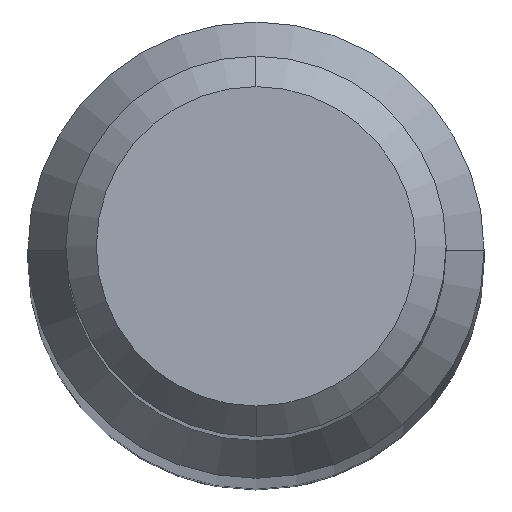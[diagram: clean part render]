
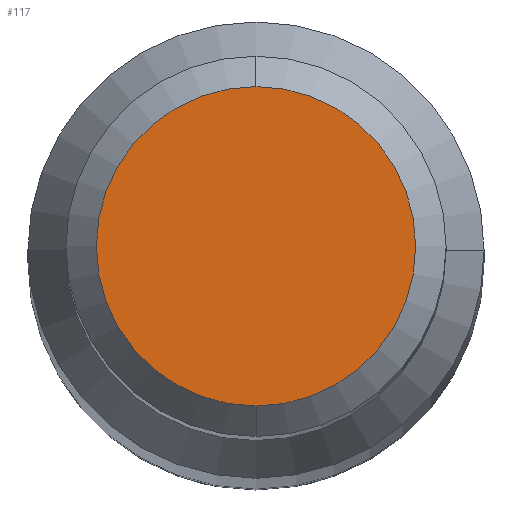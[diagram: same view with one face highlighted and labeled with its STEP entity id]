
A CAD part, top view. The second image highlights one B-rep face of the part: STEP entity #117.
In plain terms, the highlighted planar face has unit normal (0, 0, 1).
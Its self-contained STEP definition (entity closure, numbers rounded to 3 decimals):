
#117=ADVANCED_FACE('',(#267),#268,.T.);
#133=EDGE_CURVE('',#189,#211,#286,.T.);
#141=EDGE_CURVE('',#211,#189,#295,.T.);
#189=VERTEX_POINT('',#350);
#211=VERTEX_POINT('',#373);
#267=FACE_OUTER_BOUND('',#427,.T.);
#268=PLANE('',#428);
#286=CIRCLE('',#453,2.1);
#295=CIRCLE('',#467,2.1);
#350=CARTESIAN_POINT('',(0.,-2.1,0.0));
#373=CARTESIAN_POINT('',(0.0,2.1,0.0));
#427=EDGE_LOOP('',(#611,#612));
#428=AXIS2_PLACEMENT_3D('',#613,#614,#615);
#453=AXIS2_PLACEMENT_3D('',#642,#643,#644);
#467=AXIS2_PLACEMENT_3D('',#655,#656,#657);
#611=ORIENTED_EDGE('',*,*,#141,.F.);
#612=ORIENTED_EDGE('',*,*,#133,.F.);
#613=CARTESIAN_POINT('',(0.0,1.05,0.0));
#614=DIRECTION('',(-0.0,0.0,1.0));
#615=DIRECTION('',(0.0,-1.0,0.0));
#642=CARTESIAN_POINT('',(0.0,0.0,0.0));
#643=DIRECTION('',(0.0,0.0,-1.0));
#644=DIRECTION('',(0.0,1.0,0.0));
#655=CARTESIAN_POINT('',(0.0,0.0,0.0));
#656=DIRECTION('',(0.0,0.0,-1.0));
#657=DIRECTION('',(0.0,1.0,0.0));
